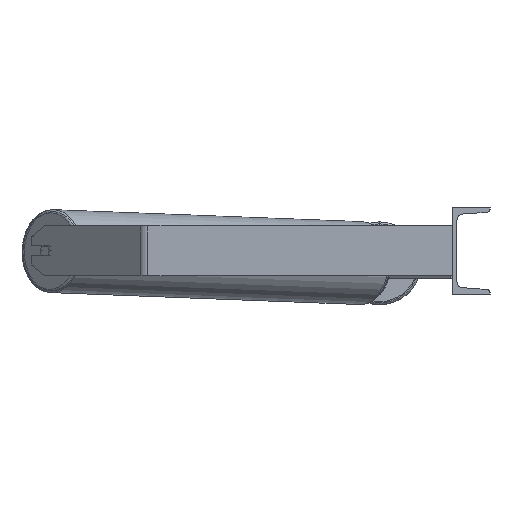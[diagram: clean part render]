
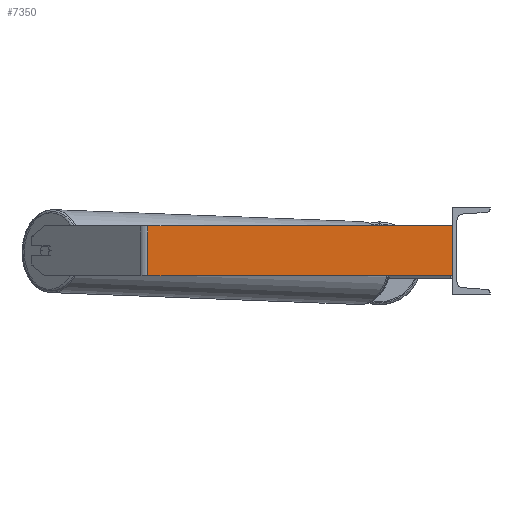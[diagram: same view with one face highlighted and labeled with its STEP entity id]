
A CAD part, left-side view. The second image highlights one B-rep face of the part: STEP entity #7350.
In plain terms, the highlighted planar face has unit normal (-1, 0, 0).
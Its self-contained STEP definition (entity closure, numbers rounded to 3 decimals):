
#690 = EDGE_CURVE ( 'NONE', #8920, #4223, #3798, .T. ) ;
#888 = LINE ( 'NONE', #8496, #4163 ) ;
#974 = LINE ( 'NONE', #3745, #7209 ) ;
#1004 = CARTESIAN_POINT ( 'NONE',  ( -1085., 0., 40. ) ) ;
#1272 = AXIS2_PLACEMENT_3D ( 'NONE', #5068, #7161, #3055 ) ;
#1491 = CARTESIAN_POINT ( 'NONE',  ( -1085., 488.305, -40. ) ) ;
#1521 = ORIENTED_EDGE ( 'NONE', *, *, #8311, .T. ) ;
#1611 = DIRECTION ( 'NONE',  ( 0., 0., -1. ) ) ;
#2017 = ORIENTED_EDGE ( 'NONE', *, *, #690, .F. ) ;
#2043 = PLANE ( 'NONE',  #1272 ) ;
#2581 = VECTOR ( 'NONE', #1611, 1000. ) ;
#3008 = CARTESIAN_POINT ( 'NONE',  ( -1085., 0., -40. ) ) ;
#3055 = DIRECTION ( 'NONE',  ( 0., 1., 0. ) ) ;
#3745 = CARTESIAN_POINT ( 'NONE',  ( -1085., 494.932, 40. ) ) ;
#3776 = EDGE_LOOP ( 'NONE', ( #1521, #2017, #7629, #5911 ) ) ;
#3798 = LINE ( 'NONE', #7954, #8087 ) ;
#4163 = VECTOR ( 'NONE', #6229, 1000. ) ;
#4223 = VERTEX_POINT ( 'NONE', #3008 ) ;
#5068 = CARTESIAN_POINT ( 'NONE',  ( -1085., 494.932, 40. ) ) ;
#5252 = VERTEX_POINT ( 'NONE', #8971 ) ;
#5317 = DIRECTION ( 'NONE',  ( 0., 0., -1. ) ) ;
#5751 = VERTEX_POINT ( 'NONE', #1491 ) ;
#5911 = ORIENTED_EDGE ( 'NONE', *, *, #8569, .T. ) ;
#6229 = DIRECTION ( 'NONE',  ( 0., -1., 0. ) ) ;
#6515 = DIRECTION ( 'NONE',  ( 0., -1., 0. ) ) ;
#6576 = CARTESIAN_POINT ( 'NONE',  ( -1085., 488.305, 40. ) ) ;
#7161 = DIRECTION ( 'NONE',  ( 1., 0., 0. ) ) ;
#7209 = VECTOR ( 'NONE', #6515, 1000. ) ;
#7350 = ADVANCED_FACE ( 'NONE', ( #8299 ), #2043, .F. ) ;
#7629 = ORIENTED_EDGE ( 'NONE', *, *, #7912, .F. ) ;
#7895 = LINE ( 'NONE', #6576, #2581 ) ;
#7912 = EDGE_CURVE ( 'NONE', #5252, #8920, #974, .T. ) ;
#7954 = CARTESIAN_POINT ( 'NONE',  ( -1085., 0., 40. ) ) ;
#8087 = VECTOR ( 'NONE', #5317, 1000. ) ;
#8299 = FACE_OUTER_BOUND ( 'NONE', #3776, .T. ) ;
#8311 = EDGE_CURVE ( 'NONE', #5751, #4223, #888, .T. ) ;
#8496 = CARTESIAN_POINT ( 'NONE',  ( -1085., 494.932, -40. ) ) ;
#8569 = EDGE_CURVE ( 'NONE', #5252, #5751, #7895, .T. ) ;
#8920 = VERTEX_POINT ( 'NONE', #1004 ) ;
#8971 = CARTESIAN_POINT ( 'NONE',  ( -1085., 488.305, 40. ) ) ;
